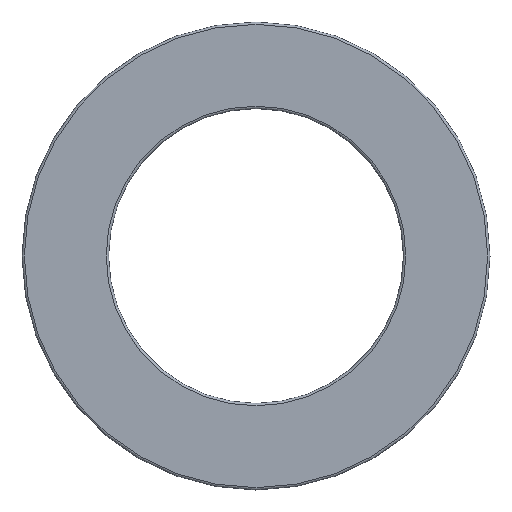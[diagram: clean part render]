
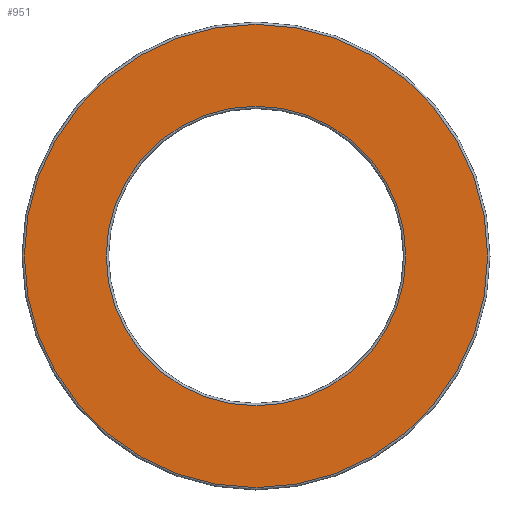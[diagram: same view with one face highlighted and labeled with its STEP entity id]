
A CAD part, left-side view. The second image highlights one B-rep face of the part: STEP entity #951.
In plain terms, the highlighted planar face has unit normal (-1, 0, 0).
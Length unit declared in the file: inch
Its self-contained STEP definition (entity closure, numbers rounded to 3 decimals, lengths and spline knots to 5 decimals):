
#41 = DIRECTION ( 'NONE',  ( 0., 0., -1. ) ) ;
#96 = DIRECTION ( 'NONE',  ( -1., 0., 0. ) ) ;
#291 = DIRECTION ( 'NONE',  ( -1., 0., 0. ) ) ;
#302 = CARTESIAN_POINT ( 'NONE',  ( -0.406, 0., 0. ) ) ;
#386 = AXIS2_PLACEMENT_3D ( 'NONE', #499, #1282, #41 ) ;
#421 = CARTESIAN_POINT ( 'NONE',  ( -0.406, 0., 1.27 ) ) ;
#499 = CARTESIAN_POINT ( 'NONE',  ( -0.406, 0., 0. ) ) ;
#537 = ORIENTED_EDGE ( 'NONE', *, *, #810, .T. ) ;
#610 = ORIENTED_EDGE ( 'NONE', *, *, #958, .F. ) ;
#658 = EDGE_LOOP ( 'NONE', ( #537 ) ) ;
#789 = CIRCLE ( 'NONE', #801, 1.27 ) ;
#801 = AXIS2_PLACEMENT_3D ( 'NONE', #302, #291, #1078 ) ;
#810 = EDGE_CURVE ( 'NONE', #1372, #1372, #1305, .T. ) ;
#888 = FACE_BOUND ( 'NONE', #1236, .T. ) ;
#889 = DIRECTION ( 'NONE',  ( 0., 0., 1. ) ) ;
#916 = FACE_OUTER_BOUND ( 'NONE', #658, .T. ) ;
#951 = ADVANCED_FACE ( 'NONE', ( #888, #916 ), #1169, .F. ) ;
#958 = EDGE_CURVE ( 'NONE', #1099, #1099, #789, .T. ) ;
#1078 = DIRECTION ( 'NONE',  ( 0., 0., 1. ) ) ;
#1099 = VERTEX_POINT ( 'NONE', #421 ) ;
#1169 = PLANE ( 'NONE',  #386 ) ;
#1236 = EDGE_LOOP ( 'NONE', ( #610 ) ) ;
#1282 = DIRECTION ( 'NONE',  ( 1., 0., 0. ) ) ;
#1305 = CIRCLE ( 'NONE', #1456, 1.96438 ) ;
#1313 = CARTESIAN_POINT ( 'NONE',  ( -0.406, 0., 1.96438 ) ) ;
#1372 = VERTEX_POINT ( 'NONE', #1313 ) ;
#1436 = CARTESIAN_POINT ( 'NONE',  ( -0.406, 0., 0. ) ) ;
#1456 = AXIS2_PLACEMENT_3D ( 'NONE', #1436, #96, #889 ) ;
